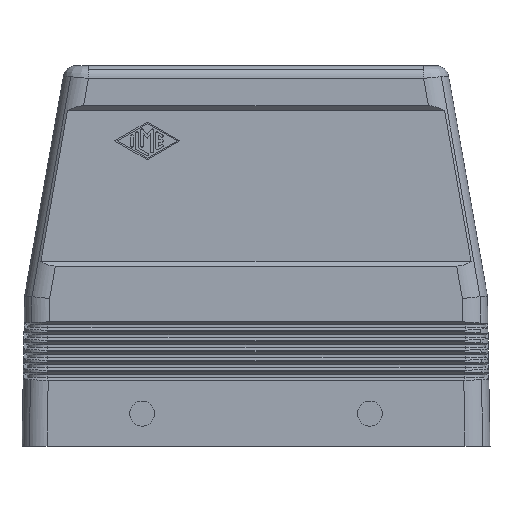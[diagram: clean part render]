
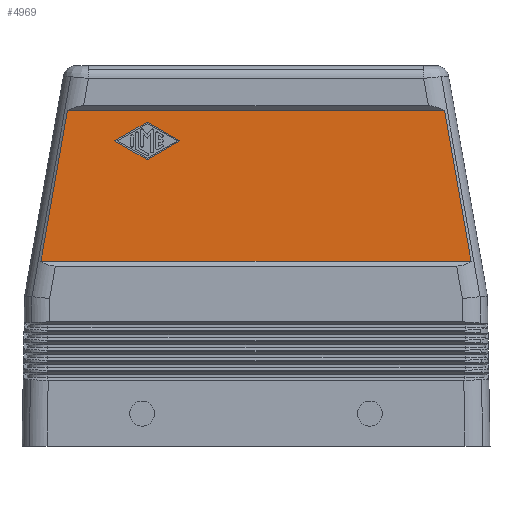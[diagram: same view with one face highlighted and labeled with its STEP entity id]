
A CAD part, front view. The second image highlights one B-rep face of the part: STEP entity #4969.
In plain terms, the highlighted planar face has unit normal (0, -1, 0).
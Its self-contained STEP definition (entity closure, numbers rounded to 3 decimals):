
#193=CARTESIAN_POINT('',(37.671,-20.5,67.0));
#194=VERTEX_POINT('',#193);
#202=CARTESIAN_POINT('',(42.961,-20.5,37.0));
#203=VERTEX_POINT('',#202);
#204=CARTESIAN_POINT('',(37.671,-20.5,67.0));
#205=DIRECTION('',(0.174,0.0,-0.985));
#206=VECTOR('',#205,30.463);
#207=LINE('',#204,#206);
#208=EDGE_CURVE('',#194,#203,#207,.T.);
#659=CARTESIAN_POINT('',(-42.961,-20.5,37.0));
#660=VERTEX_POINT('',#659);
#668=CARTESIAN_POINT('',(-37.671,-20.5,67.0));
#669=VERTEX_POINT('',#668);
#670=CARTESIAN_POINT('',(-42.961,-20.5,37.0));
#671=DIRECTION('',(0.174,0.0,0.985));
#672=VECTOR('',#671,30.463);
#673=LINE('',#670,#672);
#674=EDGE_CURVE('',#660,#669,#673,.T.);
#4177=CARTESIAN_POINT('',(-15.25,-20.5,61.));
#4178=VERTEX_POINT('',#4177);
#4185=CARTESIAN_POINT('',(-21.75,-20.5,64.749));
#4186=VERTEX_POINT('',#4185);
#4187=CARTESIAN_POINT('',(-21.75,-20.5,64.749));
#4188=DIRECTION('',(0.866,0.0,-0.5));
#4189=VECTOR('',#4188,7.504);
#4190=LINE('',#4187,#4189);
#4191=EDGE_CURVE('',#4186,#4178,#4190,.T.);
#4215=CARTESIAN_POINT('',(-21.75,-20.5,57.251));
#4216=VERTEX_POINT('',#4215);
#4223=CARTESIAN_POINT('',(-15.25,-20.5,61.));
#4224=DIRECTION('',(-0.866,0.0,-0.5));
#4225=VECTOR('',#4224,7.504);
#4226=LINE('',#4223,#4225);
#4227=EDGE_CURVE('',#4178,#4216,#4226,.T.);
#4246=CARTESIAN_POINT('',(-28.25,-20.5,61.));
#4247=VERTEX_POINT('',#4246);
#4254=CARTESIAN_POINT('',(-21.75,-20.5,57.251));
#4255=DIRECTION('',(-0.866,0.0,0.5));
#4256=VECTOR('',#4255,7.504);
#4257=LINE('',#4254,#4256);
#4258=EDGE_CURVE('',#4216,#4247,#4257,.T.);
#4276=CARTESIAN_POINT('',(-28.25,-20.5,61.));
#4277=DIRECTION('',(0.866,0.0,0.5));
#4278=VECTOR('',#4277,7.504);
#4279=LINE('',#4276,#4278);
#4280=EDGE_CURVE('',#4247,#4186,#4279,.T.);
#4942=CARTESIAN_POINT('',(0.0,-20.5,67.0));
#4943=DIRECTION('',(0.0,1.0,0.0));
#4944=DIRECTION('',(0.0,0.0,1.0));
#4945=AXIS2_PLACEMENT_3D('',#4942,#4943,#4944);
#4946=PLANE('',#4945);
#4947=ORIENTED_EDGE('',*,*,#674,.F.);
#4948=CARTESIAN_POINT('',(42.961,-20.5,37.0));
#4949=DIRECTION('',(-1.0,0.0,0.0));
#4950=VECTOR('',#4949,85.922);
#4951=LINE('',#4948,#4950);
#4952=EDGE_CURVE('',#203,#660,#4951,.T.);
#4953=ORIENTED_EDGE('',*,*,#4952,.F.);
#4954=ORIENTED_EDGE('',*,*,#208,.F.);
#4955=CARTESIAN_POINT('',(-37.671,-20.5,67.0));
#4956=DIRECTION('',(1.0,0.0,0.0));
#4957=VECTOR('',#4956,75.343);
#4958=LINE('',#4955,#4957);
#4959=EDGE_CURVE('',#669,#194,#4958,.T.);
#4960=ORIENTED_EDGE('',*,*,#4959,.F.);
#4961=EDGE_LOOP('',(#4947,#4953,#4954,#4960));
#4962=FACE_OUTER_BOUND('',#4961,.T.);
#4963=ORIENTED_EDGE('',*,*,#4191,.T.);
#4964=ORIENTED_EDGE('',*,*,#4227,.T.);
#4965=ORIENTED_EDGE('',*,*,#4258,.T.);
#4966=ORIENTED_EDGE('',*,*,#4280,.T.);
#4967=EDGE_LOOP('',(#4963,#4964,#4965,#4966));
#4968=FACE_BOUND('',#4967,.T.);
#4969=ADVANCED_FACE('',(#4962,#4968),#4946,.F.);
